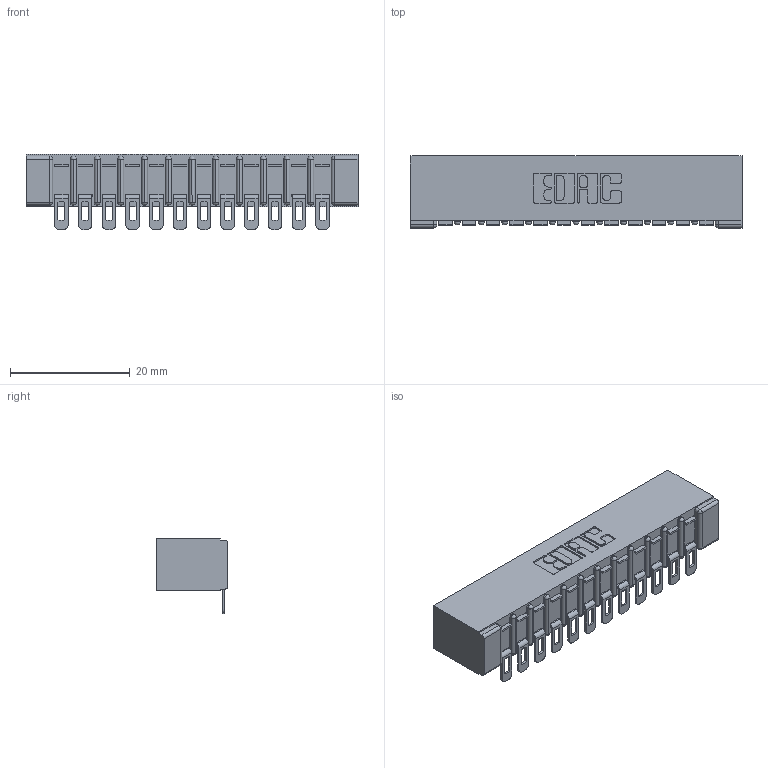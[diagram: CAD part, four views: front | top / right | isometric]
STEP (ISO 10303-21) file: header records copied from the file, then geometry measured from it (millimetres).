
FILE_DESCRIPTION (( 'STEP AP203' ), '1' );
FILE_NAME ('307-012-554-101.STEP', '2018-08-02T22:49:03', ( '' ), ( '' ), 'SwSTEP 2.0', 'SolidWorks 2016', '' );
FILE_SCHEMA (( 'CONFIG_CONTROL_DESIGN' ));
Length unit declared in the file: inch
Products named in the file (3): 307 Part_No Mounting Lugs; 307-290-002_554; 307-012-554-101
Assembly tree (13 placements, depth 2):
  307-012-554-101
    307 Part_No Mounting Lugs
    307-290-002_554  x12
Bounding box: 55.42 x 12.01 x 12.52 mm (x, y, z)
Volume: 3900.3 mm3; surface area: 7094.6 mm2
Topology: 13 solids, 13 shells, 1095 faces, 3335 edges, 2186 vertices
Faces by surface type: plane 618, cylinder 451, sphere 26
Entity records: 14673 total; most frequent: CARTESIAN_POINT 2470, ORIENTED_EDGE 2460, DIRECTION 2418, EDGE_CURVE 1230, VECTOR 922, LINE 922, VERTEX_POINT 800, AXIS2_PLACEMENT_3D 748
